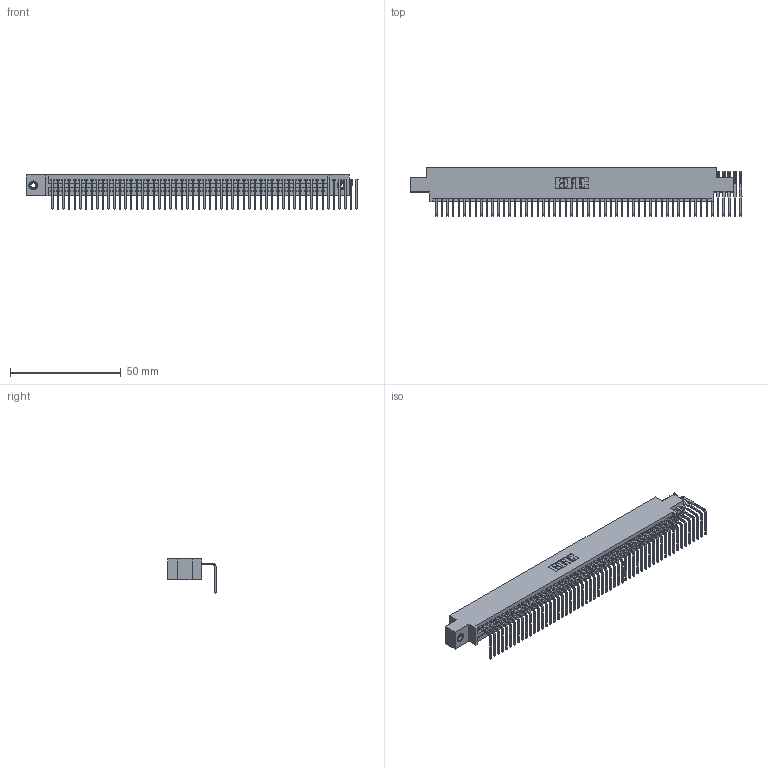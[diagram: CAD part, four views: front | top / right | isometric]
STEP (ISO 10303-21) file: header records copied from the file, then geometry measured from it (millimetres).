
FILE_DESCRIPTION (( 'STEP AP203' ), '1' );
FILE_NAME ('345-055-558-608.STEP', '2019-10-10T19:33:57', ( '' ), ( '' ), 'SwSTEP 2.0', 'SolidWorks 2016', '' );
FILE_SCHEMA (( 'CONFIG_CONTROL_DESIGN' ));
Length unit declared in the file: inch
Products named in the file (4): 345 Part_0.170 Offset - 0.156 Dia-TI; 345-292-001_558 Tail - 2; 345-250-001_345-250-003-102; 345-055-558-608
Assembly tree (58 placements, depth 2):
  345-055-558-608
    345 Part_0.170 Offset - 0.156 Dia-TI
    345-292-001_558 Tail - 2  x55
    345-250-001_345-250-003-102  x2
Bounding box: 149.67 x 21.83 x 15.37 mm (x, y, z)
Volume: 14025.2 mm3; surface area: 20320.7 mm2
Topology: 58 solids, 58 shells, 3394 faces, 10175 edges, 6702 vertices
Faces by surface type: plane 2342, cylinder 1036, cone 12, torus 4
Entity records: 37530 total; most frequent: CARTESIAN_POINT 6456, ORIENTED_EDGE 6426, DIRECTION 5661, EDGE_CURVE 3213, VECTOR 2865, LINE 2865, VERTEX_POINT 2136, AXIS2_PLACEMENT_3D 1398
